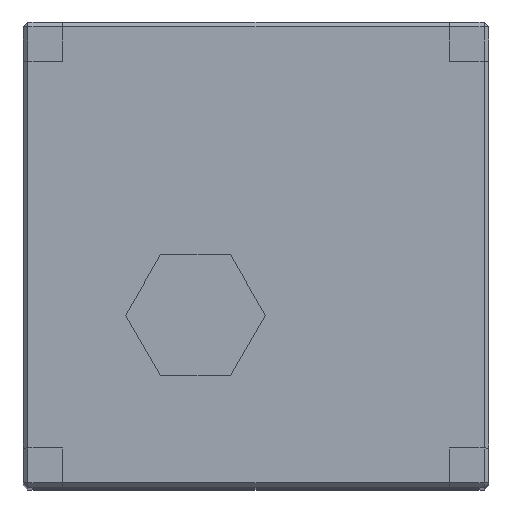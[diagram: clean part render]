
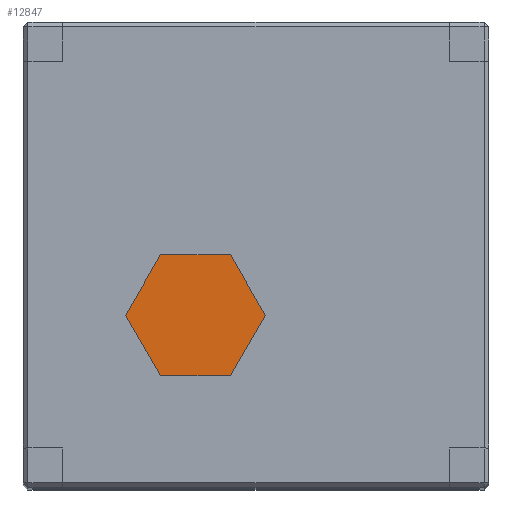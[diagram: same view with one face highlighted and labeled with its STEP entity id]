
A CAD part, top view. The second image highlights one B-rep face of the part: STEP entity #12847.
In plain terms, the highlighted planar face has unit normal (0, 0, 1).
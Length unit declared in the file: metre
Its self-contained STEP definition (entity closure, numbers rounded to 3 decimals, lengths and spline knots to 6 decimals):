
#6348 = PLANE('',#6349);
#6349 = AXIS2_PLACEMENT_3D('',#6350,#6351,#6352);
#6350 = CARTESIAN_POINT('',(44.505553,50.,297.));
#6351 = DIRECTION('',(0.,-1.,0.));
#6352 = DIRECTION('',(-1.,0.,0.));
#6374 = PLANE('',#6375);
#6375 = AXIS2_PLACEMENT_3D('',#6376,#6377,#6378);
#6376 = CARTESIAN_POINT('',(52.011107,37.,297.));
#6377 = DIRECTION('',(-0.866,-0.5,0.));
#6378 = DIRECTION('',(-0.5,0.866,0.));
#6400 = PLANE('',#6401);
#6401 = AXIS2_PLACEMENT_3D('',#6402,#6403,#6404);
#6402 = CARTESIAN_POINT('',(44.505553,24.,297.));
#6403 = DIRECTION('',(-0.866,0.5,0.));
#6404 = DIRECTION('',(0.5,0.866,0.));
#6426 = PLANE('',#6427);
#6427 = AXIS2_PLACEMENT_3D('',#6428,#6429,#6430);
#6428 = CARTESIAN_POINT('',(29.494447,24.,297.));
#6429 = DIRECTION('',(0.,1.,-0.));
#6430 = DIRECTION('',(1.,0.,0.));
#6452 = PLANE('',#6453);
#6453 = AXIS2_PLACEMENT_3D('',#6454,#6455,#6456);
#6454 = CARTESIAN_POINT('',(21.988893,37.,297.));
#6455 = DIRECTION('',(0.866,0.5,-0.));
#6456 = DIRECTION('',(0.5,-0.866,0.));
#6476 = PLANE('',#6477);
#6477 = AXIS2_PLACEMENT_3D('',#6478,#6479,#6480);
#6478 = CARTESIAN_POINT('',(29.494447,50.,297.));
#6479 = DIRECTION('',(0.866,-0.5,0.));
#6480 = DIRECTION('',(-0.5,-0.866,0.));
#9385 = VERTEX_POINT('',#9386);
#9386 = CARTESIAN_POINT('',(44.505553,50.,303.));
#9407 = EDGE_CURVE('',#9385,#9408,#9410,.T.);
#9408 = VERTEX_POINT('',#9409);
#9409 = CARTESIAN_POINT('',(29.494447,50.,303.));
#9410 = SURFACE_CURVE('',#9411,(#9415,#9422),.PCURVE_S1.);
#9411 = LINE('',#9412,#9413);
#9412 = CARTESIAN_POINT('',(44.505553,50.,303.));
#9413 = VECTOR('',#9414,1.);
#9414 = DIRECTION('',(-1.,0.,0.));
#9415 = PCURVE('',#6348,#9416);
#9416 = DEFINITIONAL_REPRESENTATION('',(#9417),#9421);
#9417 = LINE('',#9418,#9419);
#9418 = CARTESIAN_POINT('',(0.,-6.));
#9419 = VECTOR('',#9420,1.);
#9420 = DIRECTION('',(1.,0.));
#9421 = ( GEOMETRIC_REPRESENTATION_CONTEXT(2) 
PARAMETRIC_REPRESENTATION_CONTEXT() REPRESENTATION_CONTEXT('2D SPACE',''
  ) );
#9422 = PCURVE('',#9423,#9428);
#9423 = PLANE('',#9424);
#9424 = AXIS2_PLACEMENT_3D('',#9425,#9426,#9427);
#9425 = CARTESIAN_POINT('',(37.,37.,303.));
#9426 = DIRECTION('',(0.,0.,1.));
#9427 = DIRECTION('',(1.,0.,-0.));
#9428 = DEFINITIONAL_REPRESENTATION('',(#9429),#9433);
#9429 = LINE('',#9430,#9431);
#9430 = CARTESIAN_POINT('',(7.506,13.));
#9431 = VECTOR('',#9432,1.);
#9432 = DIRECTION('',(-1.,0.));
#9433 = ( GEOMETRIC_REPRESENTATION_CONTEXT(2) 
PARAMETRIC_REPRESENTATION_CONTEXT() REPRESENTATION_CONTEXT('2D SPACE',''
  ) );
#9461 = EDGE_CURVE('',#9408,#9462,#9464,.T.);
#9462 = VERTEX_POINT('',#9463);
#9463 = CARTESIAN_POINT('',(21.988893,37.,303.));
#9464 = SURFACE_CURVE('',#9465,(#9469,#9476),.PCURVE_S1.);
#9465 = LINE('',#9466,#9467);
#9466 = CARTESIAN_POINT('',(29.494447,50.,303.));
#9467 = VECTOR('',#9468,1.);
#9468 = DIRECTION('',(-0.5,-0.866,0.));
#9469 = PCURVE('',#6476,#9470);
#9470 = DEFINITIONAL_REPRESENTATION('',(#9471),#9475);
#9471 = LINE('',#9472,#9473);
#9472 = CARTESIAN_POINT('',(0.,-6.));
#9473 = VECTOR('',#9474,1.);
#9474 = DIRECTION('',(1.,0.));
#9475 = ( GEOMETRIC_REPRESENTATION_CONTEXT(2) 
PARAMETRIC_REPRESENTATION_CONTEXT() REPRESENTATION_CONTEXT('2D SPACE',''
  ) );
#9476 = PCURVE('',#9423,#9477);
#9477 = DEFINITIONAL_REPRESENTATION('',(#9478),#9482);
#9478 = LINE('',#9479,#9480);
#9479 = CARTESIAN_POINT('',(-7.506,13.));
#9480 = VECTOR('',#9481,1.);
#9481 = DIRECTION('',(-0.5,-0.866));
#9482 = ( GEOMETRIC_REPRESENTATION_CONTEXT(2) 
PARAMETRIC_REPRESENTATION_CONTEXT() REPRESENTATION_CONTEXT('2D SPACE',''
  ) );
#9510 = EDGE_CURVE('',#9462,#9511,#9513,.T.);
#9511 = VERTEX_POINT('',#9512);
#9512 = CARTESIAN_POINT('',(29.494447,24.,303.));
#9513 = SURFACE_CURVE('',#9514,(#9518,#9525),.PCURVE_S1.);
#9514 = LINE('',#9515,#9516);
#9515 = CARTESIAN_POINT('',(21.988893,37.,303.));
#9516 = VECTOR('',#9517,1.);
#9517 = DIRECTION('',(0.5,-0.866,0.));
#9518 = PCURVE('',#6452,#9519);
#9519 = DEFINITIONAL_REPRESENTATION('',(#9520),#9524);
#9520 = LINE('',#9521,#9522);
#9521 = CARTESIAN_POINT('',(0.,-6.));
#9522 = VECTOR('',#9523,1.);
#9523 = DIRECTION('',(1.,0.));
#9524 = ( GEOMETRIC_REPRESENTATION_CONTEXT(2) 
PARAMETRIC_REPRESENTATION_CONTEXT() REPRESENTATION_CONTEXT('2D SPACE',''
  ) );
#9525 = PCURVE('',#9423,#9526);
#9526 = DEFINITIONAL_REPRESENTATION('',(#9527),#9531);
#9527 = LINE('',#9528,#9529);
#9528 = CARTESIAN_POINT('',(-15.011,0.));
#9529 = VECTOR('',#9530,1.);
#9530 = DIRECTION('',(0.5,-0.866));
#9531 = ( GEOMETRIC_REPRESENTATION_CONTEXT(2) 
PARAMETRIC_REPRESENTATION_CONTEXT() REPRESENTATION_CONTEXT('2D SPACE',''
  ) );
#9559 = EDGE_CURVE('',#9511,#9560,#9562,.T.);
#9560 = VERTEX_POINT('',#9561);
#9561 = CARTESIAN_POINT('',(44.505553,24.,303.));
#9562 = SURFACE_CURVE('',#9563,(#9567,#9574),.PCURVE_S1.);
#9563 = LINE('',#9564,#9565);
#9564 = CARTESIAN_POINT('',(29.494447,24.,303.));
#9565 = VECTOR('',#9566,1.);
#9566 = DIRECTION('',(1.,0.,0.));
#9567 = PCURVE('',#6426,#9568);
#9568 = DEFINITIONAL_REPRESENTATION('',(#9569),#9573);
#9569 = LINE('',#9570,#9571);
#9570 = CARTESIAN_POINT('',(0.,-6.));
#9571 = VECTOR('',#9572,1.);
#9572 = DIRECTION('',(1.,0.));
#9573 = ( GEOMETRIC_REPRESENTATION_CONTEXT(2) 
PARAMETRIC_REPRESENTATION_CONTEXT() REPRESENTATION_CONTEXT('2D SPACE',''
  ) );
#9574 = PCURVE('',#9423,#9575);
#9575 = DEFINITIONAL_REPRESENTATION('',(#9576),#9580);
#9576 = LINE('',#9577,#9578);
#9577 = CARTESIAN_POINT('',(-7.506,-13.));
#9578 = VECTOR('',#9579,1.);
#9579 = DIRECTION('',(1.,0.));
#9580 = ( GEOMETRIC_REPRESENTATION_CONTEXT(2) 
PARAMETRIC_REPRESENTATION_CONTEXT() REPRESENTATION_CONTEXT('2D SPACE',''
  ) );
#9608 = EDGE_CURVE('',#9560,#9609,#9611,.T.);
#9609 = VERTEX_POINT('',#9610);
#9610 = CARTESIAN_POINT('',(52.011107,37.,303.));
#9611 = SURFACE_CURVE('',#9612,(#9616,#9623),.PCURVE_S1.);
#9612 = LINE('',#9613,#9614);
#9613 = CARTESIAN_POINT('',(44.505553,24.,303.));
#9614 = VECTOR('',#9615,1.);
#9615 = DIRECTION('',(0.5,0.866,0.));
#9616 = PCURVE('',#6400,#9617);
#9617 = DEFINITIONAL_REPRESENTATION('',(#9618),#9622);
#9618 = LINE('',#9619,#9620);
#9619 = CARTESIAN_POINT('',(0.,-6.));
#9620 = VECTOR('',#9621,1.);
#9621 = DIRECTION('',(1.,0.));
#9622 = ( GEOMETRIC_REPRESENTATION_CONTEXT(2) 
PARAMETRIC_REPRESENTATION_CONTEXT() REPRESENTATION_CONTEXT('2D SPACE',''
  ) );
#9623 = PCURVE('',#9423,#9624);
#9624 = DEFINITIONAL_REPRESENTATION('',(#9625),#9629);
#9625 = LINE('',#9626,#9627);
#9626 = CARTESIAN_POINT('',(7.506,-13.));
#9627 = VECTOR('',#9628,1.);
#9628 = DIRECTION('',(0.5,0.866));
#9629 = ( GEOMETRIC_REPRESENTATION_CONTEXT(2) 
PARAMETRIC_REPRESENTATION_CONTEXT() REPRESENTATION_CONTEXT('2D SPACE',''
  ) );
#9657 = EDGE_CURVE('',#9609,#9385,#9658,.T.);
#9658 = SURFACE_CURVE('',#9659,(#9663,#9670),.PCURVE_S1.);
#9659 = LINE('',#9660,#9661);
#9660 = CARTESIAN_POINT('',(52.011107,37.,303.));
#9661 = VECTOR('',#9662,1.);
#9662 = DIRECTION('',(-0.5,0.866,0.));
#9663 = PCURVE('',#6374,#9664);
#9664 = DEFINITIONAL_REPRESENTATION('',(#9665),#9669);
#9665 = LINE('',#9666,#9667);
#9666 = CARTESIAN_POINT('',(0.,-6.));
#9667 = VECTOR('',#9668,1.);
#9668 = DIRECTION('',(1.,0.));
#9669 = ( GEOMETRIC_REPRESENTATION_CONTEXT(2) 
PARAMETRIC_REPRESENTATION_CONTEXT() REPRESENTATION_CONTEXT('2D SPACE',''
  ) );
#9670 = PCURVE('',#9423,#9671);
#9671 = DEFINITIONAL_REPRESENTATION('',(#9672),#9676);
#9672 = LINE('',#9673,#9674);
#9673 = CARTESIAN_POINT('',(15.011,0.));
#9674 = VECTOR('',#9675,1.);
#9675 = DIRECTION('',(-0.5,0.866));
#9676 = ( GEOMETRIC_REPRESENTATION_CONTEXT(2) 
PARAMETRIC_REPRESENTATION_CONTEXT() REPRESENTATION_CONTEXT('2D SPACE',''
  ) );
#12847 = ADVANCED_FACE('',(#12848),#9423,.T.);
#12848 = FACE_BOUND('',#12849,.T.);
#12849 = EDGE_LOOP('',(#12850,#12851,#12852,#12853,#12854,#12855));
#12850 = ORIENTED_EDGE('',*,*,#9657,.T.);
#12851 = ORIENTED_EDGE('',*,*,#9407,.T.);
#12852 = ORIENTED_EDGE('',*,*,#9461,.T.);
#12853 = ORIENTED_EDGE('',*,*,#9510,.T.);
#12854 = ORIENTED_EDGE('',*,*,#9559,.T.);
#12855 = ORIENTED_EDGE('',*,*,#9608,.T.);
